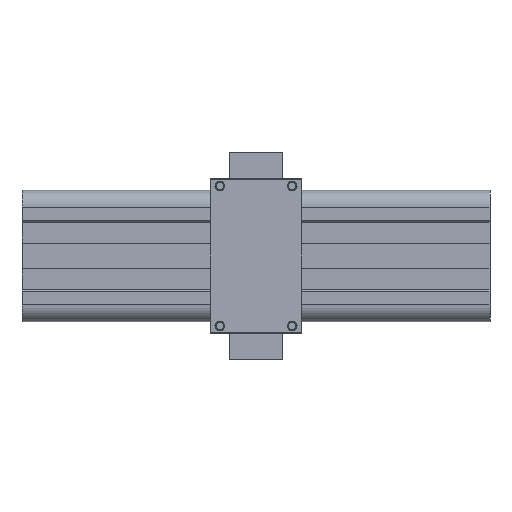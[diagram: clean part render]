
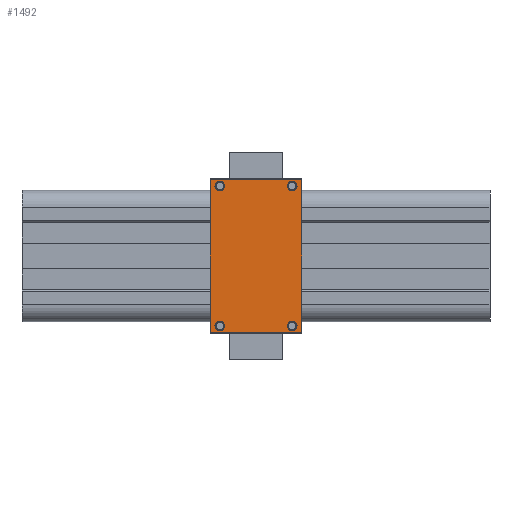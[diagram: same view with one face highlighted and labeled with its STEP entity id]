
A CAD part, front view. The second image highlights one B-rep face of the part: STEP entity #1492.
In plain terms, the highlighted planar face has unit normal (0, -1, 0).
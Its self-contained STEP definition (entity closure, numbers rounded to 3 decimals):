
#1492 = ADVANCED_FACE( '', ( #3152, #3153, #3154, #3155, #3156 ), #3157, .F. );
#3152 = FACE_BOUND( '', #4944, .T. );
#3153 = FACE_BOUND( '', #4945, .T. );
#3154 = FACE_BOUND( '', #4946, .T. );
#3155 = FACE_BOUND( '', #4947, .T. );
#3156 = FACE_OUTER_BOUND( '', #4948, .T. );
#3157 = PLANE( '', #4949 );
#4944 = EDGE_LOOP( '', ( #8966 ) );
#4945 = EDGE_LOOP( '', ( #8967 ) );
#4946 = EDGE_LOOP( '', ( #8968 ) );
#4947 = EDGE_LOOP( '', ( #8969 ) );
#4948 = EDGE_LOOP( '', ( #8970, #8971, #8972, #8973 ) );
#4949 = AXIS2_PLACEMENT_3D( '', #8974, #8975, #8976 );
#8966 = ORIENTED_EDGE( '', *, *, #11102, .F. );
#8967 = ORIENTED_EDGE( '', *, *, #11163, .F. );
#8968 = ORIENTED_EDGE( '', *, *, #10546, .F. );
#8969 = ORIENTED_EDGE( '', *, *, #11310, .F. );
#8970 = ORIENTED_EDGE( '', *, *, #10388, .T. );
#8971 = ORIENTED_EDGE( '', *, *, #11585, .F. );
#8972 = ORIENTED_EDGE( '', *, *, #10273, .F. );
#8973 = ORIENTED_EDGE( '', *, *, #10072, .T. );
#8974 = CARTESIAN_POINT( '', ( 19., -27.3, 31.6 ) );
#8975 = DIRECTION( '', ( 0., 1., 0. ) );
#8976 = DIRECTION( '', ( 0., 0., 1. ) );
#10072 = EDGE_CURVE( '', #11921, #11919, #11922, .T. );
#10273 = EDGE_CURVE( '', #11921, #12288, #12289, .T. );
#10388 = EDGE_CURVE( '', #11919, #12495, #12497, .T. );
#10546 = EDGE_CURVE( '', #12748, #12748, #12749, .F. );
#11102 = EDGE_CURVE( '', #13596, #13596, #13597, .F. );
#11163 = EDGE_CURVE( '', #13678, #13678, #13679, .F. );
#11310 = EDGE_CURVE( '', #13869, #13869, #13870, .F. );
#11585 = EDGE_CURVE( '', #12288, #12495, #14191, .T. );
#11919 = VERTEX_POINT( '', #14582 );
#11921 = VERTEX_POINT( '', #14585 );
#11922 = LINE( '', #14586, #14587 );
#12288 = VERTEX_POINT( '', #15077 );
#12289 = LINE( '', #15078, #15079 );
#12495 = VERTEX_POINT( '', #15355 );
#12497 = LINE( '', #15358, #15359 );
#12748 = VERTEX_POINT( '', #15713 );
#12749 = CIRCLE( '', #15714, 2. );
#13596 = VERTEX_POINT( '', #16937 );
#13597 = CIRCLE( '', #16938, 2. );
#13678 = VERTEX_POINT( '', #17052 );
#13679 = CIRCLE( '', #17053, 2. );
#13869 = VERTEX_POINT( '', #17314 );
#13870 = CIRCLE( '', #17315, 2. );
#14191 = LINE( '', #17759, #17760 );
#14582 = CARTESIAN_POINT( '', ( -19., -27.3, 31.6 ) );
#14585 = CARTESIAN_POINT( '', ( 19., -27.3, 31.6 ) );
#14586 = CARTESIAN_POINT( '', ( 19., -27.3, 31.6 ) );
#14587 = VECTOR( '', #18100, 1000. );
#15077 = CARTESIAN_POINT( '', ( 19., -27.3, -31.6 ) );
#15078 = CARTESIAN_POINT( '', ( 19., -27.3, 31.6 ) );
#15079 = VECTOR( '', #18375, 1000. );
#15355 = CARTESIAN_POINT( '', ( -19., -27.3, -31.6 ) );
#15358 = CARTESIAN_POINT( '', ( -19., -27.3, 31.6 ) );
#15359 = VECTOR( '', #18552, 1000. );
#15713 = CARTESIAN_POINT( '', ( -15., -27.3, -27. ) );
#15714 = AXIS2_PLACEMENT_3D( '', #18704, #18705, #18706 );
#16937 = CARTESIAN_POINT( '', ( 15., -27.3, -27. ) );
#16938 = AXIS2_PLACEMENT_3D( '', #19303, #19304, #19305 );
#17052 = CARTESIAN_POINT( '', ( 15., -27.3, 31. ) );
#17053 = AXIS2_PLACEMENT_3D( '', #19360, #19361, #19362 );
#17314 = CARTESIAN_POINT( '', ( -15., -27.3, 31. ) );
#17315 = AXIS2_PLACEMENT_3D( '', #19494, #19495, #19496 );
#17759 = CARTESIAN_POINT( '', ( 19., -27.3, -31.6 ) );
#17760 = VECTOR( '', #19725, 1000. );
#18100 = DIRECTION( '', ( -1., 0., 0. ) );
#18375 = DIRECTION( '', ( 0., 0., -1. ) );
#18552 = DIRECTION( '', ( 0., 0., -1. ) );
#18704 = CARTESIAN_POINT( '', ( -15., -27.3, -29. ) );
#18705 = DIRECTION( '', ( 0., 1., 0. ) );
#18706 = DIRECTION( '', ( 0., 0., 1. ) );
#19303 = CARTESIAN_POINT( '', ( 15., -27.3, -29. ) );
#19304 = DIRECTION( '', ( 0., 1., 0. ) );
#19305 = DIRECTION( '', ( 0., 0., 1. ) );
#19360 = CARTESIAN_POINT( '', ( 15., -27.3, 29. ) );
#19361 = DIRECTION( '', ( 0., 1., 0. ) );
#19362 = DIRECTION( '', ( 0., 0., 1. ) );
#19494 = CARTESIAN_POINT( '', ( -15., -27.3, 29. ) );
#19495 = DIRECTION( '', ( 0., 1., 0. ) );
#19496 = DIRECTION( '', ( 0., 0., 1. ) );
#19725 = DIRECTION( '', ( -1., 0., 0. ) );
